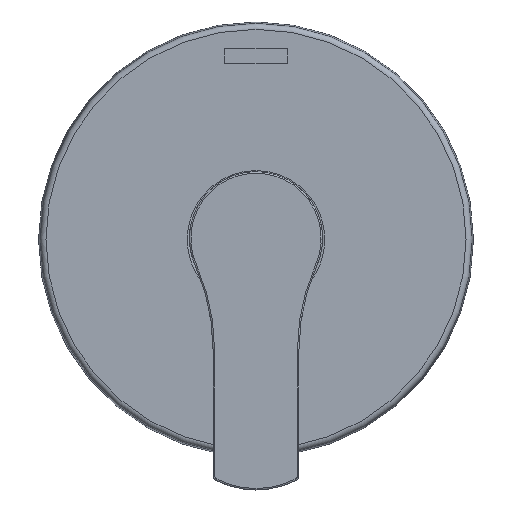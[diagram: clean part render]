
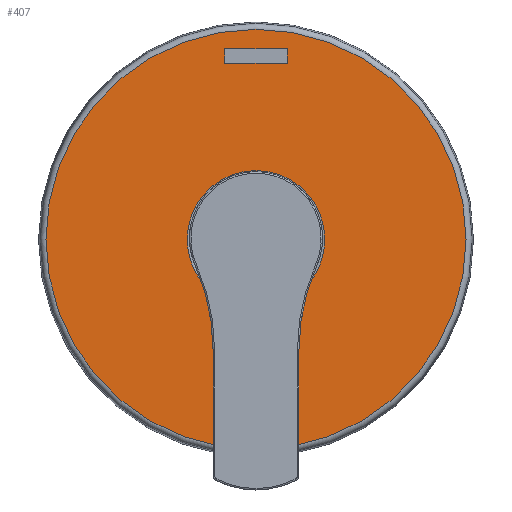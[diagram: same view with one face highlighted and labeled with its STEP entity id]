
A CAD part, top view. The second image highlights one B-rep face of the part: STEP entity #407.
In plain terms, the highlighted planar face has unit normal (0, 0, 1).
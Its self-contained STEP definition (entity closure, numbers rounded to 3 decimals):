
#67 = CARTESIAN_POINT ( 'NONE',  ( -10.5, -30., 57.5 ) ) ;
#74 = CARTESIAN_POINT ( 'NONE',  ( 10.5, 29.4, 57.5 ) ) ;
#98 = ORIENTED_EDGE ( 'NONE', *, *, #399, .T. ) ;
#255 = LINE ( 'NONE', #1870, #3097 ) ;
#329 = LINE ( 'NONE', #2322, #2841 ) ;
#335 = PLANE ( 'NONE',  #2320 ) ;
#399 = EDGE_CURVE ( 'NONE', #3086, #3086, #1754, .T. ) ;
#404 = ORIENTED_EDGE ( 'NONE', *, *, #2720, .T. ) ;
#407 = ADVANCED_FACE ( 'NONE', ( #718, #1503, #1615 ), #335, .T. ) ;
#498 = LINE ( 'NONE', #67, #2173 ) ;
#507 = AXIS2_PLACEMENT_3D ( 'NONE', #1430, #655, #2713 ) ;
#524 = CARTESIAN_POINT ( 'NONE',  ( 0., -100.911, 57.5 ) ) ;
#655 = DIRECTION ( 'NONE',  ( 0., 0., -1. ) ) ;
#718 = FACE_BOUND ( 'NONE', #1279, .T. ) ;
#802 = DIRECTION ( 'NONE',  ( 1., 0., 0. ) ) ;
#882 = EDGE_CURVE ( 'NONE', #2912, #2912, #1040, .T. ) ;
#969 = CARTESIAN_POINT ( 'NONE',  ( 10.5, 34.4, 57.5 ) ) ;
#1040 = CIRCLE ( 'NONE', #507, 23.239 ) ;
#1061 = EDGE_LOOP ( 'NONE', ( #2281, #1150, #404, #2855 ) ) ;
#1111 = DIRECTION ( 'NONE',  ( 0., -1., 0. ) ) ;
#1150 = ORIENTED_EDGE ( 'NONE', *, *, #2142, .T. ) ;
#1168 = VECTOR ( 'NONE', #1111, 1000. ) ;
#1242 = EDGE_CURVE ( 'NONE', #1586, #2376, #255, .T. ) ;
#1279 = EDGE_LOOP ( 'NONE', ( #2473 ) ) ;
#1290 = LINE ( 'NONE', #1596, #1168 ) ;
#1301 = VERTEX_POINT ( 'NONE', #1390 ) ;
#1341 = CARTESIAN_POINT ( 'NONE',  ( 0., -30., 57.5 ) ) ;
#1390 = CARTESIAN_POINT ( 'NONE',  ( -10.5, 29.4, 57.5 ) ) ;
#1430 = CARTESIAN_POINT ( 'NONE',  ( 0., -30., 57.5 ) ) ;
#1503 = FACE_OUTER_BOUND ( 'NONE', #2795, .T. ) ;
#1586 = VERTEX_POINT ( 'NONE', #2026 ) ;
#1596 = CARTESIAN_POINT ( 'NONE',  ( 10.5, -30., 57.5 ) ) ;
#1603 = DIRECTION ( 'NONE',  ( -1., 0., 0. ) ) ;
#1615 = FACE_BOUND ( 'NONE', #1061, .T. ) ;
#1637 = DIRECTION ( 'NONE',  ( 0., 0., 1. ) ) ;
#1754 = CIRCLE ( 'NONE', #1936, 70.911 ) ;
#1826 = EDGE_CURVE ( 'NONE', #1301, #1586, #498, .T. ) ;
#1870 = CARTESIAN_POINT ( 'NONE',  ( 0., 34.4, 57.5 ) ) ;
#1908 = VERTEX_POINT ( 'NONE', #74 ) ;
#1920 = CARTESIAN_POINT ( 'NONE',  ( 0., -53.239, 57.5 ) ) ;
#1936 = AXIS2_PLACEMENT_3D ( 'NONE', #1341, #2630, #2118 ) ;
#2026 = CARTESIAN_POINT ( 'NONE',  ( -10.5, 34.4, 57.5 ) ) ;
#2118 = DIRECTION ( 'NONE',  ( 0., -1., 0. ) ) ;
#2142 = EDGE_CURVE ( 'NONE', #2376, #1908, #1290, .T. ) ;
#2161 = DIRECTION ( 'NONE',  ( 0., -1., 0. ) ) ;
#2173 = VECTOR ( 'NONE', #2210, 1000. ) ;
#2210 = DIRECTION ( 'NONE',  ( 0., 1., 0. ) ) ;
#2281 = ORIENTED_EDGE ( 'NONE', *, *, #1242, .T. ) ;
#2320 = AXIS2_PLACEMENT_3D ( 'NONE', #2412, #1637, #2161 ) ;
#2322 = CARTESIAN_POINT ( 'NONE',  ( 0., 29.4, 57.5 ) ) ;
#2376 = VERTEX_POINT ( 'NONE', #969 ) ;
#2412 = CARTESIAN_POINT ( 'NONE',  ( 0., -30., 57.5 ) ) ;
#2473 = ORIENTED_EDGE ( 'NONE', *, *, #882, .T. ) ;
#2630 = DIRECTION ( 'NONE',  ( 0., 0., 1. ) ) ;
#2713 = DIRECTION ( 'NONE',  ( 0., -1., 0. ) ) ;
#2720 = EDGE_CURVE ( 'NONE', #1908, #1301, #329, .T. ) ;
#2795 = EDGE_LOOP ( 'NONE', ( #98 ) ) ;
#2841 = VECTOR ( 'NONE', #1603, 1000. ) ;
#2855 = ORIENTED_EDGE ( 'NONE', *, *, #1826, .T. ) ;
#2912 = VERTEX_POINT ( 'NONE', #1920 ) ;
#3086 = VERTEX_POINT ( 'NONE', #524 ) ;
#3097 = VECTOR ( 'NONE', #802, 1000. ) ;
